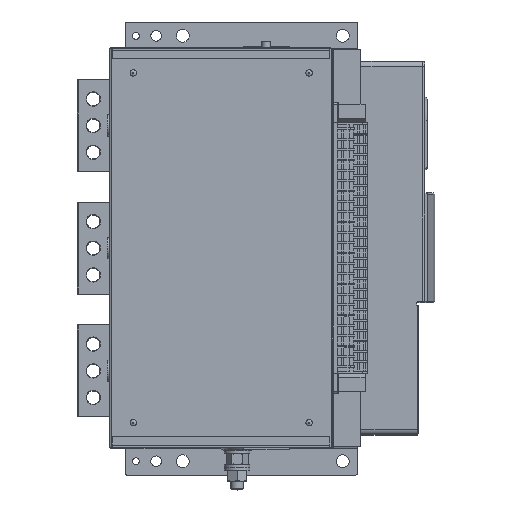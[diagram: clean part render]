
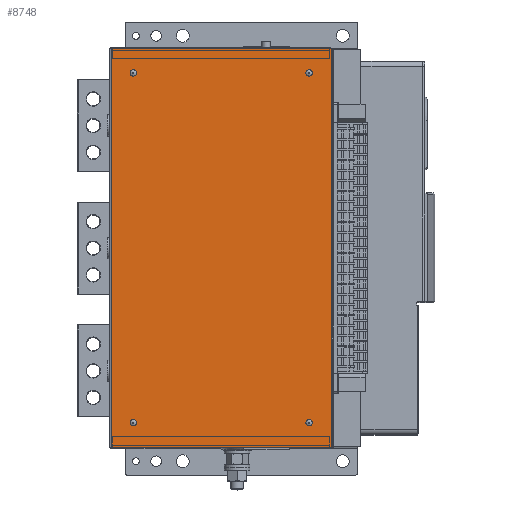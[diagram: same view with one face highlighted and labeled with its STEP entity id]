
A CAD part, top view. The second image highlights one B-rep face of the part: STEP entity #8748.
In plain terms, the highlighted planar face has unit normal (0, 0, 1).
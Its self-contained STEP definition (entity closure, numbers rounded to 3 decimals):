
#8748=ADVANCED_FACE('',(#34254),#34256,.T.);
#34254=FACE_BOUND('',#34255,.T.);
#34255=EDGE_LOOP('',(#55527,#55528,#55529,#55530));
#34256=PLANE('',#34257);
#34257=AXIS2_PLACEMENT_3D('',#34258,#34259,#34260);
#34258=CARTESIAN_POINT('',(-285.199,362.,364.));
#34259=DIRECTION('',(0.,0.,1.));
#34260=DIRECTION('',(0.,-1.,0.));
#55527=ORIENTED_EDGE('',*,*,#68078,.T.);
#55528=ORIENTED_EDGE('',*,*,#68079,.T.);
#55529=ORIENTED_EDGE('',*,*,#67988,.T.);
#55530=ORIENTED_EDGE('',*,*,#68080,.T.);
#67988=EDGE_CURVE('',#76924,#76925,#76926,.T.);
#68078=EDGE_CURVE('',#77018,#77019,#77020,.T.);
#68079=EDGE_CURVE('',#77019,#76924,#77021,.T.);
#68080=EDGE_CURVE('',#76925,#77018,#77022,.T.);
#76924=VERTEX_POINT('',#94857);
#76925=VERTEX_POINT('',#94858);
#76926=LINE('',#94859,#94860);
#77018=VERTEX_POINT('',#95135);
#77019=VERTEX_POINT('',#95136);
#77020=LINE('',#95137,#95138);
#77021=LINE('',#95140,#95141);
#77022=LINE('',#95143,#95144);
#94857=CARTESIAN_POINT('',(-167.,362.,364.));
#94858=CARTESIAN_POINT('',(-167.,-12.,364.));
#94859=CARTESIAN_POINT('',(-167.,362.,364.));
#94860=VECTOR('',#94861,1.);
#94861=DIRECTION('',(0.,-1.,0.));
#95135=CARTESIAN_POINT('',(39.,-12.,364.));
#95136=CARTESIAN_POINT('',(39.,362.,364.));
#95137=CARTESIAN_POINT('',(39.,-12.,364.));
#95138=VECTOR('',#95139,1.);
#95139=DIRECTION('',(0.,1.,0.));
#95140=CARTESIAN_POINT('',(39.,362.,364.));
#95141=VECTOR('',#95142,1.);
#95142=DIRECTION('',(-1.,0.,0.));
#95143=CARTESIAN_POINT('',(-167.,-12.,364.));
#95144=VECTOR('',#95145,1.);
#95145=DIRECTION('',(1.,0.,0.));
